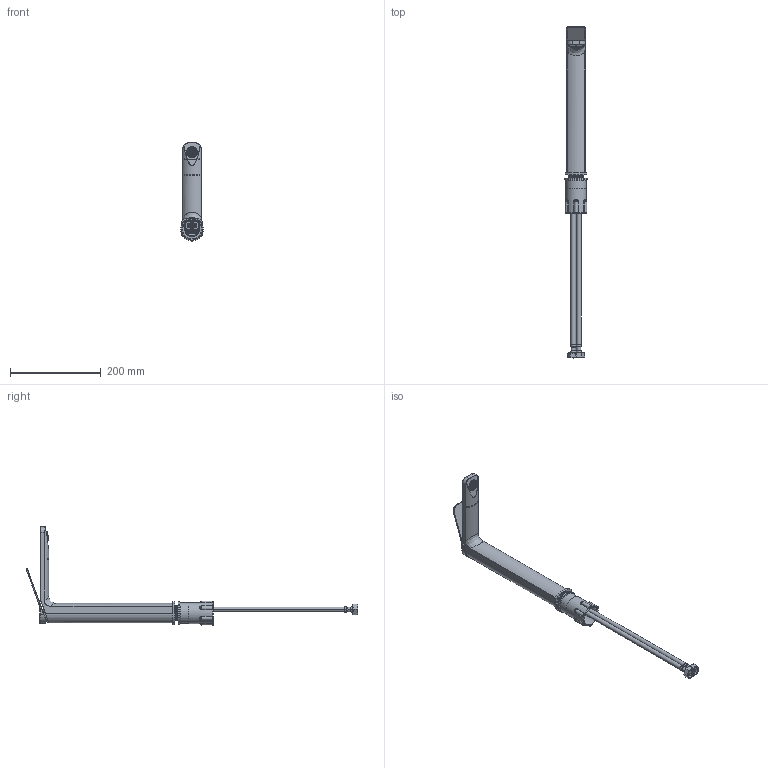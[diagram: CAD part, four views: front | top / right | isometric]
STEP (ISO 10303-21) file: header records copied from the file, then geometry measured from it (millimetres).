
FILE_DESCRIPTION(/* description */ (''),/* implementation_level */ '2;1');
FILE_NAME(/* name */ 'A033 13 00 00.stp',/* time_stamp */ '2021-01-12T12:39:45+08:00',/* author */ (''),/* organization */ (''),/* preprocessor_version */ 'ST-DEVELOPER v16.7',/* originating_system */ 'SIEMENS PLM Software NX 12.0',/* authorisation */ '');
FILE_SCHEMA (('AUTOMOTIVE_DESIGN { 1 0 10303 214 3 1 1 1 }'));
Length unit declared in the file: millimetre
Products named in the file (1): GT7FB4CE32t0gc
Bounding box: 50 x 730.59 x 216.58 mm (x, y, z)
Volume: 302273.3 mm3; surface area: 253681 mm2
Topology: 21 solids, 33 shells, 1880 faces, 5411 edges, 3506 vertices
Faces by surface type: plane 813, cylinder 662, bspline 154, torus 133, cone 89, sphere 29
Full cylindrical faces by diameter (mm): 3 x1, 3.1 x3, 3.2 x1, 3.9 x2, 4 x1, 4.2 x2, 6.8 x2, 8.85 x2, 16 x1, 19.5 x1, 22 x1, 22.3 x1, 23 x1, 24.5 x2, 25.5 x2, 26 x2, 27 x1, 29 x1, 30.5 x2, 32 x34, 36 x1, 42 x1, 45.3 x1, 46 x1
Entity records: 81622 total; most frequent: CARTESIAN_POINT 34026, ORIENTED_EDGE 9973, DIRECTION 9399, EDGE_CURVE 5163, VERTEX_POINT 3397, AXIS2_PLACEMENT_3D 3361, LINE 2677, VECTOR 2677
